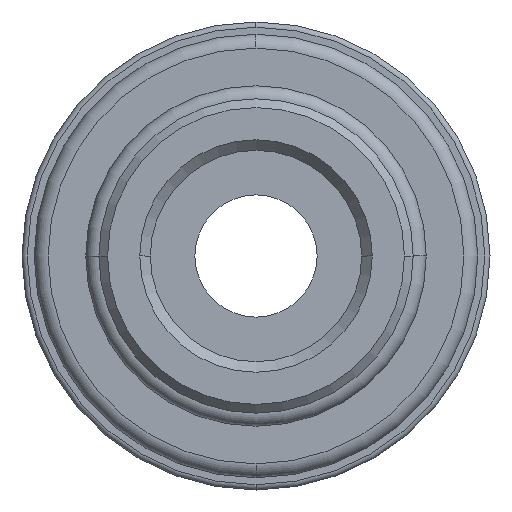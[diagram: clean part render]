
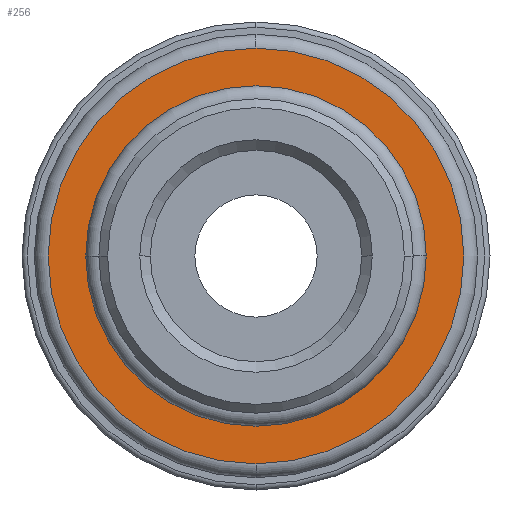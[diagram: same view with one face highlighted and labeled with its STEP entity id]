
A CAD part, front view. The second image highlights one B-rep face of the part: STEP entity #256.
In plain terms, the highlighted planar face has unit normal (0, -1, 0).
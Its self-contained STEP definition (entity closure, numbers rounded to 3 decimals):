
#256=ADVANCED_FACE('',(#536,#537),#538,.T.);
#536=FACE_BOUND('',#829,.T.);
#537=FACE_OUTER_BOUND('',#830,.T.);
#538=PLANE('',#831);
#829=EDGE_LOOP('',(#1490,#1491,#1492));
#830=EDGE_LOOP('',(#1493,#1494,#1495));
#831=AXIS2_PLACEMENT_3D('',#1496,#1497,#1498);
#1490=ORIENTED_EDGE('',*,*,#1896,.T.);
#1491=ORIENTED_EDGE('',*,*,#1860,.T.);
#1492=ORIENTED_EDGE('',*,*,#1897,.T.);
#1493=ORIENTED_EDGE('',*,*,#1755,.F.);
#1494=ORIENTED_EDGE('',*,*,#1754,.F.);
#1495=ORIENTED_EDGE('',*,*,#1913,.F.);
#1496=CARTESIAN_POINT('',(10.45,2.5,0.0));
#1497=DIRECTION('',(-0.0,-1.0,-0.0));
#1498=DIRECTION('',(-1.0,0.0,0.0));
#1754=EDGE_CURVE('',#2112,#2115,#2116,.T.);
#1755=EDGE_CURVE('',#2115,#2117,#2118,.T.);
#1860=EDGE_CURVE('',#2265,#2267,#2269,.T.);
#1896=EDGE_CURVE('',#2309,#2265,#2310,.T.);
#1897=EDGE_CURVE('',#2267,#2309,#2311,.T.);
#1913=EDGE_CURVE('',#2117,#2112,#2327,.T.);
#2112=VERTEX_POINT('',#2548);
#2115=VERTEX_POINT('',#2551);
#2116=CIRCLE('',#2552,11.9);
#2117=VERTEX_POINT('',#2553);
#2118=CIRCLE('',#2554,11.9);
#2265=VERTEX_POINT('',#2725);
#2267=VERTEX_POINT('',#2727);
#2269=CIRCLE('',#2729,9.75);
#2309=VERTEX_POINT('',#2773);
#2310=CIRCLE('',#2774,9.75);
#2311=CIRCLE('',#2775,9.75);
#2327=CIRCLE('',#2793,11.9);
#2548=CARTESIAN_POINT('',(0.,2.5,11.9));
#2551=CARTESIAN_POINT('',(11.9,2.5,0.0));
#2552=AXIS2_PLACEMENT_3D('',#3025,#3026,#3027);
#2553=CARTESIAN_POINT('',(0.,2.5,-11.9));
#2554=AXIS2_PLACEMENT_3D('',#3028,#3029,#3030);
#2725=CARTESIAN_POINT('',(9.75,2.5,0.));
#2727=CARTESIAN_POINT('',(-9.75,2.5,0.));
#2729=AXIS2_PLACEMENT_3D('',#3217,#3218,#3219);
#2773=CARTESIAN_POINT('',(0.,2.5,9.75));
#2774=AXIS2_PLACEMENT_3D('',#3272,#3273,#3274);
#2775=AXIS2_PLACEMENT_3D('',#3275,#3276,#3277);
#2793=AXIS2_PLACEMENT_3D('',#3292,#3293,#3294);
#3025=CARTESIAN_POINT('',(0.0,2.5,0.0));
#3026=DIRECTION('',(-0.0,1.0,0.0));
#3027=DIRECTION('',(1.0,0.0,0.0));
#3028=CARTESIAN_POINT('',(0.0,2.5,0.0));
#3029=DIRECTION('',(-0.0,1.0,0.0));
#3030=DIRECTION('',(1.0,0.0,0.0));
#3217=CARTESIAN_POINT('',(0.0,2.5,0.0));
#3218=DIRECTION('',(0.0,1.0,0.0));
#3219=DIRECTION('',(0.0,0.0,-1.0));
#3272=CARTESIAN_POINT('',(0.0,2.5,0.0));
#3273=DIRECTION('',(0.0,1.0,0.0));
#3274=DIRECTION('',(0.0,0.0,-1.0));
#3275=CARTESIAN_POINT('',(0.0,2.5,0.0));
#3276=DIRECTION('',(0.0,1.0,0.0));
#3277=DIRECTION('',(0.0,0.0,-1.0));
#3292=CARTESIAN_POINT('',(0.0,2.5,0.0));
#3293=DIRECTION('',(-0.0,1.0,0.0));
#3294=DIRECTION('',(1.0,0.0,0.0));
